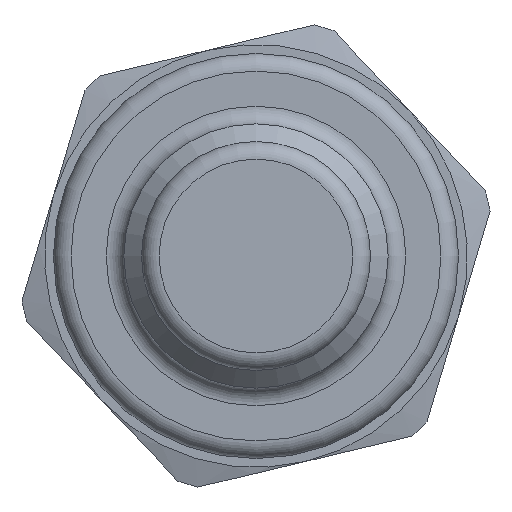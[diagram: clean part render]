
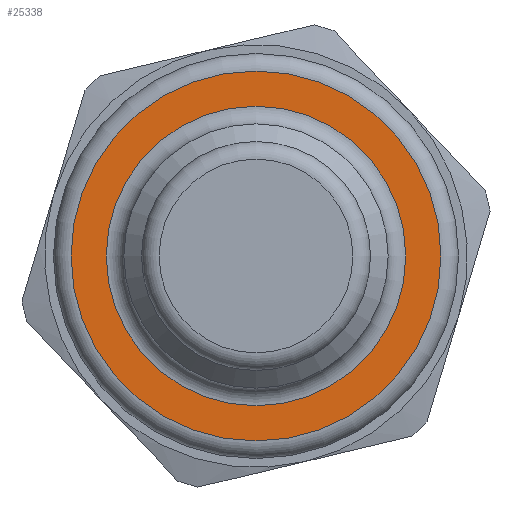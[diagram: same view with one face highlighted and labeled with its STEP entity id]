
A CAD part, left-side view. The second image highlights one B-rep face of the part: STEP entity #25338.
In plain terms, the highlighted planar face has unit normal (-1, 0, 0).
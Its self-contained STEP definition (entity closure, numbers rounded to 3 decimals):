
#25307=CARTESIAN_POINT('',(21.5,8.5,0.));
#25308=VERTEX_POINT('',#25307);
#25309=CARTESIAN_POINT('',(21.5,0.0,0.0));
#25310=DIRECTION('',(-1.0,0.0,0.0));
#25311=DIRECTION('',(0.0,-1.0,0.0));
#25312=AXIS2_PLACEMENT_3D('',#25309,#25310,#25311);
#25313=CIRCLE('',#25312,8.5);
#25314=EDGE_CURVE('',#25308,#25308,#25313,.T.);
#25319=CARTESIAN_POINT('',(21.5,9.5,0.0));
#25320=DIRECTION('',(-1.0,0.0,0.0));
#25321=DIRECTION('',(0.0,0.0,1.0));
#25322=AXIS2_PLACEMENT_3D('',#25319,#25320,#25321);
#25323=PLANE('',#25322);
#25324=CARTESIAN_POINT('',(21.5,10.5,0.0));
#25325=VERTEX_POINT('',#25324);
#25326=CARTESIAN_POINT('',(21.5,0.0,0.0));
#25327=DIRECTION('',(1.0,0.0,0.0));
#25328=DIRECTION('',(0.0,-1.0,0.0));
#25329=AXIS2_PLACEMENT_3D('',#25326,#25327,#25328);
#25330=CIRCLE('',#25329,10.5);
#25331=EDGE_CURVE('',#25325,#25325,#25330,.T.);
#25332=ORIENTED_EDGE('',*,*,#25331,.F.);
#25333=EDGE_LOOP('',(#25332));
#25334=FACE_OUTER_BOUND('',#25333,.T.);
#25335=ORIENTED_EDGE('',*,*,#25314,.F.);
#25336=EDGE_LOOP('',(#25335));
#25337=FACE_BOUND('',#25336,.T.);
#25338=ADVANCED_FACE('',(#25334,#25337),#25323,.T.);
